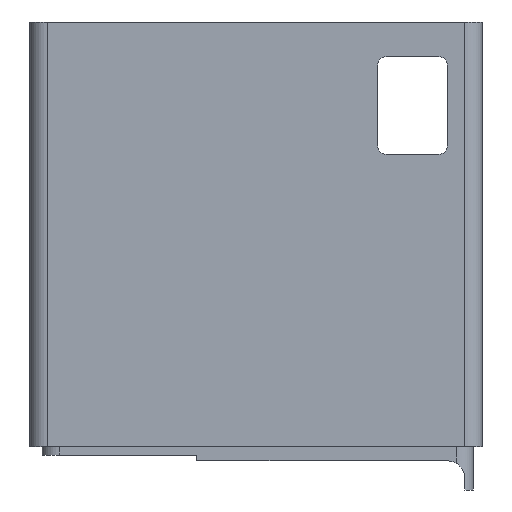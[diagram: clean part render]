
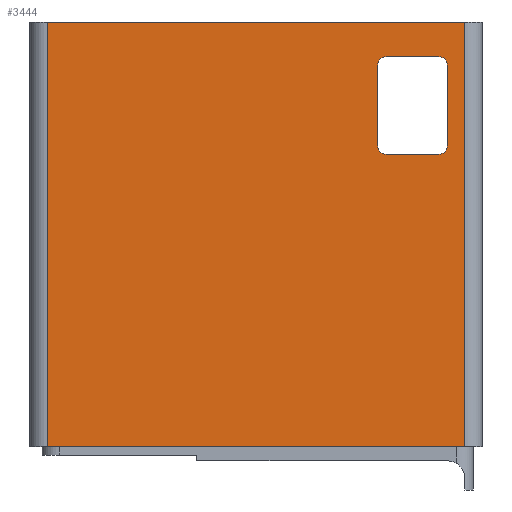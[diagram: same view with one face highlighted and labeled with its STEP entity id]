
A CAD part, left-side view. The second image highlights one B-rep face of the part: STEP entity #3444.
In plain terms, the highlighted planar face has unit normal (-1, 0, 0).
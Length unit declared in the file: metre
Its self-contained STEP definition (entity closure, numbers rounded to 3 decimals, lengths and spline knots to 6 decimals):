
#72=CIRCLE('',#3681,0.0025);
#73=CIRCLE('',#3682,0.0025);
#74=CIRCLE('',#3683,0.0025);
#75=CIRCLE('',#3684,0.0025);
#504=ORIENTED_EDGE('',*,*,#1299,.T.);
#505=ORIENTED_EDGE('',*,*,#1444,.T.);
#506=ORIENTED_EDGE('',*,*,#1445,.F.);
#507=ORIENTED_EDGE('',*,*,#1446,.T.);
#508=ORIENTED_EDGE('',*,*,#1447,.F.);
#509=ORIENTED_EDGE('',*,*,#1448,.T.);
#510=ORIENTED_EDGE('',*,*,#1449,.F.);
#511=ORIENTED_EDGE('',*,*,#1450,.T.);
#512=ORIENTED_EDGE('',*,*,#1451,.F.);
#513=ORIENTED_EDGE('',*,*,#1452,.T.);
#514=ORIENTED_EDGE('',*,*,#1453,.F.);
#515=ORIENTED_EDGE('',*,*,#1454,.T.);
#1299=EDGE_CURVE('',#1775,#1774,#2102,.T.);
#1444=EDGE_CURVE('',#1774,#1912,#2234,.T.);
#1445=EDGE_CURVE('',#1913,#1912,#2235,.T.);
#1446=EDGE_CURVE('',#1913,#1775,#2236,.F.);
#1447=EDGE_CURVE('',#1914,#1915,#2237,.T.);
#1448=EDGE_CURVE('',#1914,#1916,#72,.F.);
#1449=EDGE_CURVE('',#1917,#1916,#2238,.T.);
#1450=EDGE_CURVE('',#1917,#1918,#73,.F.);
#1451=EDGE_CURVE('',#1919,#1918,#2239,.T.);
#1452=EDGE_CURVE('',#1919,#1920,#74,.F.);
#1453=EDGE_CURVE('',#1921,#1920,#2240,.T.);
#1454=EDGE_CURVE('',#1921,#1915,#75,.F.);
#1774=VERTEX_POINT('',#5162);
#1775=VERTEX_POINT('',#5164);
#1912=VERTEX_POINT('',#5452);
#1913=VERTEX_POINT('',#5454);
#1914=VERTEX_POINT('',#5457);
#1915=VERTEX_POINT('',#5458);
#1916=VERTEX_POINT('',#5460);
#1917=VERTEX_POINT('',#5462);
#1918=VERTEX_POINT('',#5464);
#1919=VERTEX_POINT('',#5466);
#1920=VERTEX_POINT('',#5468);
#1921=VERTEX_POINT('',#5470);
#2102=LINE('',#5163,#2541);
#2234=LINE('',#5451,#2673);
#2235=LINE('',#5453,#2674);
#2236=LINE('',#5455,#2675);
#2237=LINE('',#5456,#2676);
#2238=LINE('',#5461,#2677);
#2239=LINE('',#5465,#2678);
#2240=LINE('',#5469,#2679);
#2541=VECTOR('',#4126,1.);
#2673=VECTOR('',#4296,1.);
#2674=VECTOR('',#4297,1.);
#2675=VECTOR('',#4298,1.);
#2676=VECTOR('',#4299,1.);
#2677=VECTOR('',#4302,1.);
#2678=VECTOR('',#4305,1.);
#2679=VECTOR('',#4308,1.);
#2893=EDGE_LOOP('',(#504,#505,#506,#507));
#2894=EDGE_LOOP('',(#508,#509,#510,#511,#512,#513,#514,#515));
#3121=FACE_BOUND('',#2893,.T.);
#3122=FACE_BOUND('',#2894,.T.);
#3293=PLANE('',#3680);
#3444=ADVANCED_FACE('',(#3121,#3122),#3293,.T.);
#3680=AXIS2_PLACEMENT_3D('',#5450,#4294,#4295);
#3681=AXIS2_PLACEMENT_3D('',#5459,#4300,#4301);
#3682=AXIS2_PLACEMENT_3D('',#5463,#4303,#4304);
#3683=AXIS2_PLACEMENT_3D('',#5467,#4306,#4307);
#3684=AXIS2_PLACEMENT_3D('',#5471,#4309,#4310);
#4126=DIRECTION('',(0.,1.,0.));
#4294=DIRECTION('',(-1.,0.,0.));
#4295=DIRECTION('',(0.,0.,1.));
#4296=DIRECTION('',(0.,0.,-1.));
#4297=DIRECTION('',(0.,1.,0.));
#4298=DIRECTION('',(0.,0.,-1.));
#4299=DIRECTION('',(0.,1.,0.));
#4300=DIRECTION('',(-1.,0.,0.));
#4301=DIRECTION('',(0.,0.,1.));
#4302=DIRECTION('',(0.,0.,1.));
#4303=DIRECTION('',(-1.,0.,0.));
#4304=DIRECTION('',(0.,0.,1.));
#4305=DIRECTION('',(0.,-1.,0.));
#4306=DIRECTION('',(-1.,0.,0.));
#4307=DIRECTION('',(0.,0.,1.));
#4308=DIRECTION('',(0.,0.,-1.));
#4309=DIRECTION('',(-1.,0.,0.));
#4310=DIRECTION('',(0.,0.,1.));
#5162=CARTESIAN_POINT('',(-0.019047,0.078893,0.122));
#5163=CARTESIAN_POINT('',(-0.019047,0.018893,0.122));
#5164=CARTESIAN_POINT('',(-0.019047,-0.041107,0.122));
#5450=CARTESIAN_POINT('',(-0.019047,0.018893,0.122));
#5451=CARTESIAN_POINT('',(-0.019047,0.078893,0.122));
#5452=CARTESIAN_POINT('',(-0.019047,0.078893,0.));
#5453=CARTESIAN_POINT('',(-0.019047,0.018893,0.));
#5454=CARTESIAN_POINT('',(-0.019047,-0.041107,0.));
#5455=CARTESIAN_POINT('',(-0.019047,-0.041107,0.122));
#5456=CARTESIAN_POINT('',(-0.019047,-0.026107,0.112));
#5457=CARTESIAN_POINT('',(-0.019047,-0.033607,0.112));
#5458=CARTESIAN_POINT('',(-0.019047,-0.018607,0.112));
#5459=CARTESIAN_POINT('',(-0.019047,-0.033607,0.1095));
#5460=CARTESIAN_POINT('',(-0.019047,-0.036107,0.1095));
#5461=CARTESIAN_POINT('',(-0.019047,-0.036107,0.098));
#5462=CARTESIAN_POINT('',(-0.019047,-0.036107,0.0865));
#5463=CARTESIAN_POINT('',(-0.019047,-0.033607,0.0865));
#5464=CARTESIAN_POINT('',(-0.019047,-0.033607,0.084));
#5465=CARTESIAN_POINT('',(-0.019047,-0.026107,0.084));
#5466=CARTESIAN_POINT('',(-0.019047,-0.018607,0.084));
#5467=CARTESIAN_POINT('',(-0.019047,-0.018607,0.0865));
#5468=CARTESIAN_POINT('',(-0.019047,-0.016107,0.0865));
#5469=CARTESIAN_POINT('',(-0.019047,-0.016107,0.098));
#5470=CARTESIAN_POINT('',(-0.019047,-0.016107,0.1095));
#5471=CARTESIAN_POINT('',(-0.019047,-0.018607,0.1095));
